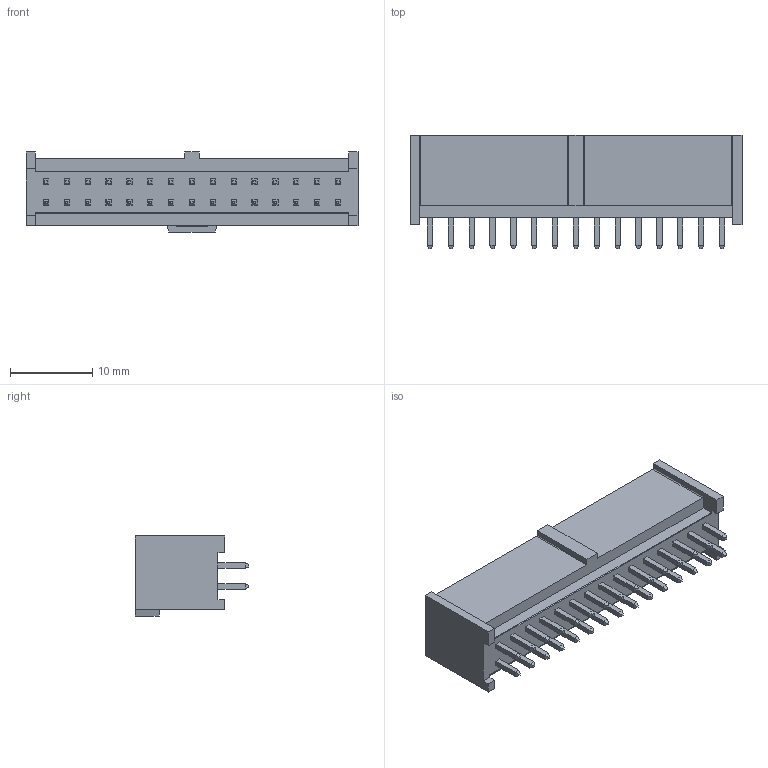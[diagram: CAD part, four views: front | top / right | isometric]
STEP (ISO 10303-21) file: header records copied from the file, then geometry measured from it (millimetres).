
FILE_DESCRIPTION((''),'2;1');
FILE_NAME('901301230','2013-04-05T',('me'),(''),'PRO/ENGINEER BY PARAMETRIC TECHNOLOGY CORPORATION, 2011490','PRO/ENGINEER BY PARAMETRIC TECHNOLOGY CORPORATION, 2011490','');
FILE_SCHEMA(('CONFIG_CONTROL_DESIGN'));
Length unit declared in the file: millimetre
Products named in the file (1): 901301230
Bounding box: 40.44 x 13.8 x 9.75 mm (x, y, z)
Volume: 1462.4 mm3; surface area: 3157.5 mm2
Topology: 1 solids, 1 shells, 597 faces, 1364 edges, 828 vertices
Faces by surface type: plane 593, cylinder 4
Entity records: 16156 total; most frequent: CARTESIAN_POINT 2789, ORIENTED_EDGE 2728, DIRECTION 2566, EDGE_CURVE 1364, VECTOR 1356, LINE 1356, VERTEX_POINT 828, EDGE_LOOP 658
